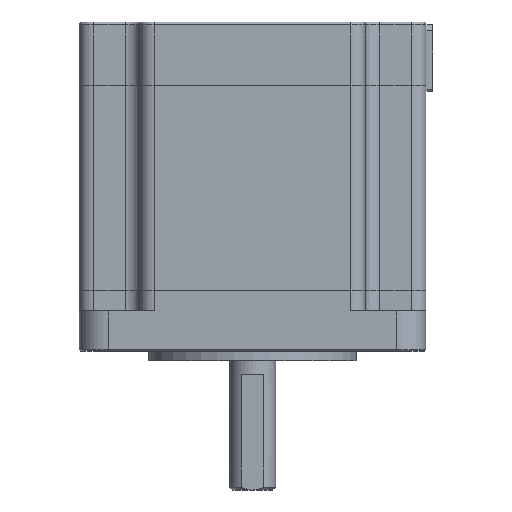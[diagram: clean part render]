
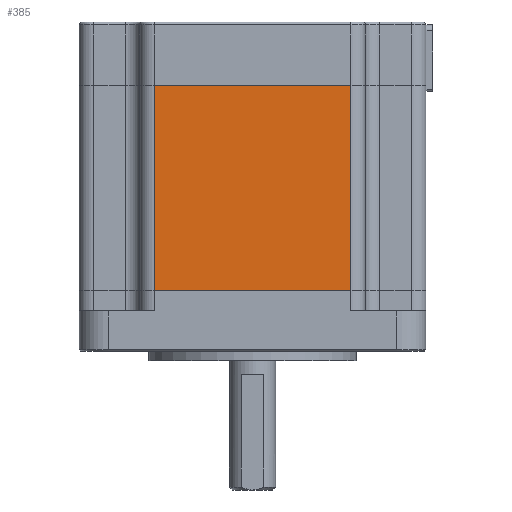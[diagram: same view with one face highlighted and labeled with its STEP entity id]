
A CAD part, front view. The second image highlights one B-rep face of the part: STEP entity #385.
In plain terms, the highlighted planar face has unit normal (0, -1, 0).
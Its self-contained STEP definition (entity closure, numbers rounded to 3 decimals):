
#385 = ADVANCED_FACE( '', ( #831 ), #832, .F. );
#831 = FACE_OUTER_BOUND( '', #1314, .T. );
#832 = PLANE( '', #1315 );
#1314 = EDGE_LOOP( '', ( #2425, #2426, #2427, #2428 ) );
#1315 = AXIS2_PLACEMENT_3D( '', #2429, #2430, #2431 );
#2425 = ORIENTED_EDGE( '', *, *, #2961, .T. );
#2426 = ORIENTED_EDGE( '', *, *, #3118, .F. );
#2427 = ORIENTED_EDGE( '', *, *, #2870, .F. );
#2428 = ORIENTED_EDGE( '', *, *, #3222, .T. );
#2429 = CARTESIAN_POINT( '', ( -17., -29.99, 47.6 ) );
#2430 = DIRECTION( '', ( 0., 1., 0. ) );
#2431 = DIRECTION( '', ( 0., 0., 1. ) );
#2870 = EDGE_CURVE( '', #3460, #3462, #3463, .T. );
#2961 = EDGE_CURVE( '', #3620, #3618, #3621, .T. );
#3118 = EDGE_CURVE( '', #3462, #3618, #3851, .T. );
#3222 = EDGE_CURVE( '', #3460, #3620, #3970, .T. );
#3460 = VERTEX_POINT( '', #4265 );
#3462 = VERTEX_POINT( '', #4267 );
#3463 = LINE( '', #4268, #4269 );
#3618 = VERTEX_POINT( '', #4466 );
#3620 = VERTEX_POINT( '', #4468 );
#3621 = LINE( '', #4469, #4470 );
#3851 = LINE( '', #4768, #4769 );
#3970 = LINE( '', #4930, #4931 );
#4265 = CARTESIAN_POINT( '', ( -17., -29.99, 47.6 ) );
#4267 = CARTESIAN_POINT( '', ( 17., -29.99, 47.6 ) );
#4268 = CARTESIAN_POINT( '', ( -17., -29.99, 47.6 ) );
#4269 = VECTOR( '', #5169, 1000. );
#4466 = CARTESIAN_POINT( '', ( 17., -29.99, 12.1 ) );
#4468 = CARTESIAN_POINT( '', ( -17., -29.99, 12.1 ) );
#4469 = CARTESIAN_POINT( '', ( -17., -29.99, 12.1 ) );
#4470 = VECTOR( '', #5320, 1000. );
#4768 = CARTESIAN_POINT( '', ( 17., -29.99, 47.6 ) );
#4769 = VECTOR( '', #5545, 1000. );
#4930 = CARTESIAN_POINT( '', ( -17., -29.99, 47.6 ) );
#4931 = VECTOR( '', #5639, 1000. );
#5169 = DIRECTION( '', ( 1., 0., 0. ) );
#5320 = DIRECTION( '', ( 1., 0., 0. ) );
#5545 = DIRECTION( '', ( 0., 0., -1. ) );
#5639 = DIRECTION( '', ( 0., 0., -1. ) );
